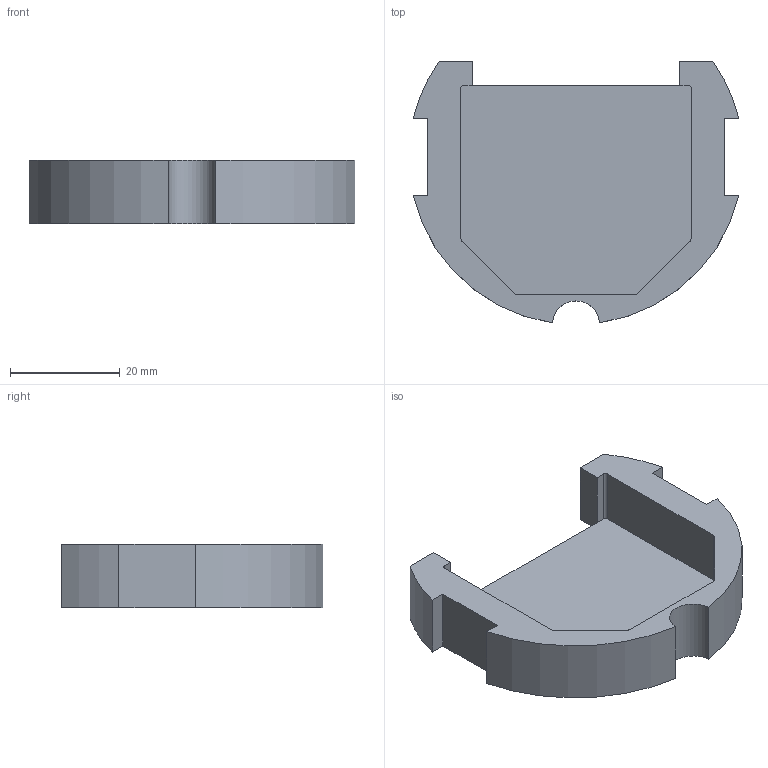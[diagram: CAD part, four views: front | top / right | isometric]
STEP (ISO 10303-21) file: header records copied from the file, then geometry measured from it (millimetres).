
FILE_DESCRIPTION (( 'STEP AP214' ), '1' );
FILE_NAME ('suporte de shelly.STEP', '2024-09-05T15:25:39', ( '' ), ( '' ), 'SwSTEP 2.0', 'SolidWorks 2023', '' );
FILE_SCHEMA (( 'AUTOMOTIVE_DESIGN' ));
Length unit declared in the file: millimetre
Products named in the file (1): suporte de shelly
Bounding box: 59.37 x 47.72 x 11.6 mm (x, y, z)
Volume: 10288.1 mm3; surface area: 7485.4 mm2
Topology: 1 solids, 1 shells, 32 faces, 88 edges, 58 vertices
Faces by surface type: plane 21, cylinder 11
Entity records: 1041 total; most frequent: CARTESIAN_POINT 179, ORIENTED_EDGE 176, DIRECTION 176, EDGE_CURVE 88, VECTOR 66, LINE 66, VERTEX_POINT 58, AXIS2_PLACEMENT_3D 55
